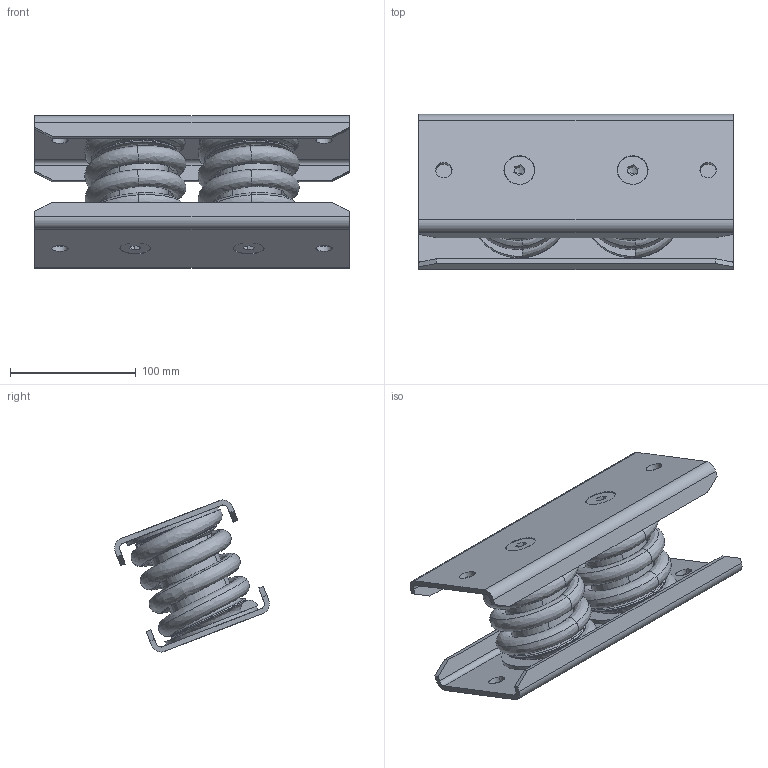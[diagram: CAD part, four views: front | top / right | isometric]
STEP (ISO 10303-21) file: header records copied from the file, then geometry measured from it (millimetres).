
FILE_DESCRIPTION(('CATIA V5 STEP Exchange','CAx-IF Rec.Pracs.--- Model Styling and Organization---1.4--- 2014-01-23','CAx-IF Rec.Pracs.---3D Tessellated Data Validation Properties---0.5---2014-09-14'),'2;1');
FILE_NAME('V1B1134-2X-C-AMORTISSEUR ETAT LIBRE.stp','2021-03-23T13:21:55+00:00',('none'),('none'),'CATIA Version 5-6 Release 2019 SP5','CATIA V5 STEP AP242 v1','none');
FILE_SCHEMA(('AP242_MANAGED_MODEL_BASED_3D_ENGINEERING_MIM_LF {1 0 10303 442 1 1 4}'));
Length unit declared in the file: millimetre
Products named in the file (7): Product1; ISO 10642-M12x25; V1PT1134-109668; V1B1134-07; V1PM1134-109174; RG-7; VI718-A02
Assembly tree (13 placements, depth 3):
  Product1
    ISO 10642-M12x25  x4
    V1PT1134-109668  x2
    V1B1134-07  x2
      V1PM1134-109174
      RG-7
      VI718-A02
Bounding box: 250 x 123.22 x 120.94 mm (x, y, z)
Volume: 933846.8 mm3; surface area: 311317.2 mm2
Topology: 16 solids, 16 shells, 358 faces, 808 edges, 494 vertices
Faces by surface type: cylinder 108, bspline 104, plane 98, cone 40, torus 8
Entity records: 6934 total; most frequent: CARTESIAN_POINT 4588, ORIENTED_EDGE 520, DIRECTION 330, EDGE_CURVE 260, VERTEX_POINT 160, AXIS2_PLACEMENT_3D 156, EDGE_LOOP 130, ADVANCED_FACE 115
